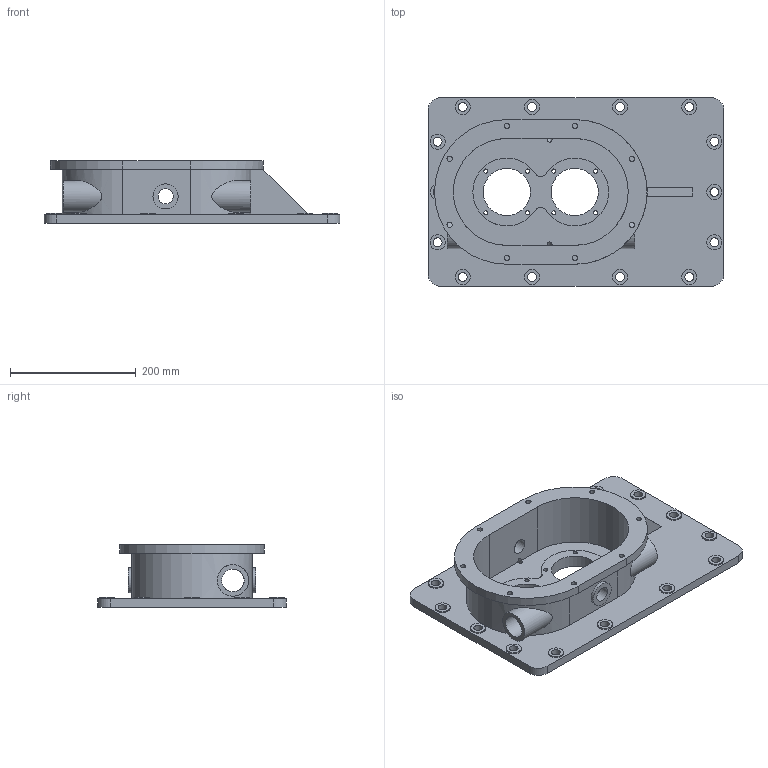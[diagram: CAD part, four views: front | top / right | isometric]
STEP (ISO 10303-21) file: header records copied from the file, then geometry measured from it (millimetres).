
FILE_DESCRIPTION(/* description */ (''),/* implementation_level */ '2;1');
FILE_NAME(/* name */ 'Part 072.stp',/* time_stamp */ '2015-02-24T13:43:15+02:00',/* author */ ('SFC'),/* organization */ (''),/* preprocessor_version */ 'ST-DEVELOPER v15.2',/* originating_system */ 'Autodesk Inventor 2014',/* authorisation */ '');
FILE_SCHEMA (('AUTOMOTIVE_DESIGN { 1 0 10303 214 3 1 1 }'));
Length unit declared in the file: millimetre
Products named in the file (1): Part 072
Bounding box: 470 x 300 x 100 mm (x, y, z)
Volume: 2715210.2 mm3; surface area: 506897.7 mm2
Topology: 1 solids, 1 shells, 122 faces, 333 edges, 234 vertices
Faces by surface type: cylinder 79, plane 43
Full cylindrical faces by diameter (mm): 6.647 x8, 8 x2, 8.376 x8, 14 x14, 24 x16, 36 x2, 40 x2, 50 x2, 75 x2
Entity records: 3859 total; most frequent: CARTESIAN_POINT 834, DIRECTION 639, ORIENTED_EDGE 478, AXIS2_PLACEMENT_3D 281, EDGE_LOOP 275, EDGE_CURVE 239, VERTEX_POINT 196, FACE_BOUND 180
